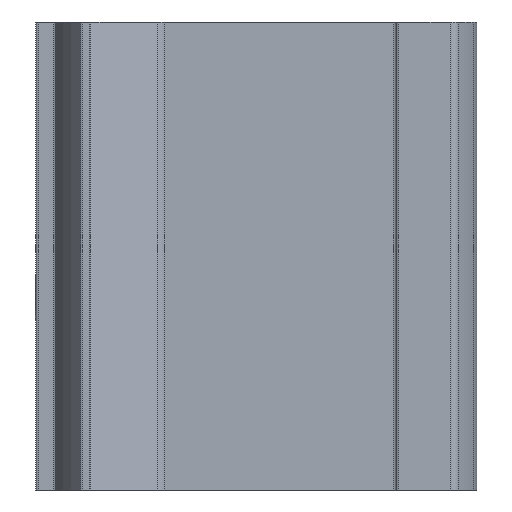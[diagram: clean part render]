
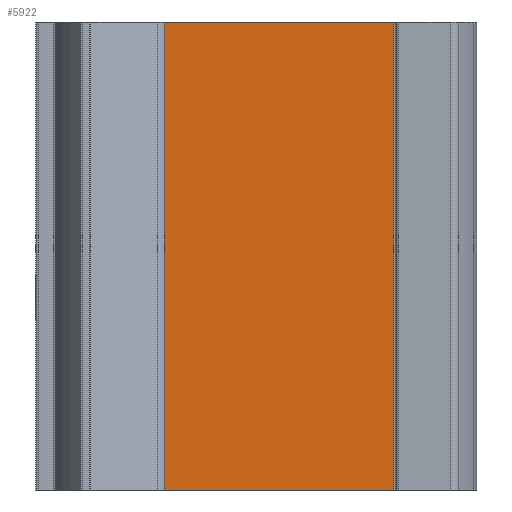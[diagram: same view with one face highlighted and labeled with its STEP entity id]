
A CAD part, left-side view. The second image highlights one B-rep face of the part: STEP entity #5922.
In plain terms, the highlighted planar face has unit normal (-1, 0, 0).
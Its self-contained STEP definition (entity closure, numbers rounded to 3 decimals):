
#340 = ORIENTED_EDGE ( 'NONE', *, *, #2377, .T. ) ;
#865 = CARTESIAN_POINT ( 'NONE',  ( -18.588, 34.5, 50. ) ) ;
#872 = VECTOR ( 'NONE', #5806, 1000. ) ;
#976 = VECTOR ( 'NONE', #4690, 1000. ) ;
#1350 = CARTESIAN_POINT ( 'NONE',  ( -18.588, 34.5, 50. ) ) ;
#1368 = CARTESIAN_POINT ( 'NONE',  ( -18.588, 83.549, 50. ) ) ;
#1463 = CARTESIAN_POINT ( 'NONE',  ( -18.588, 34.5, 50. ) ) ;
#1668 = CARTESIAN_POINT ( 'NONE',  ( -18.588, 34.5, -50. ) ) ;
#1725 = DIRECTION ( 'NONE',  ( 0., 0., -1. ) ) ;
#1937 = LINE ( 'NONE', #1668, #872 ) ;
#2188 = CARTESIAN_POINT ( 'NONE',  ( -18.588, 83.549, 50. ) ) ;
#2377 = EDGE_CURVE ( 'NONE', #7826, #4999, #1937, .T. ) ;
#2984 = DIRECTION ( 'NONE',  ( 1., 0., 0. ) ) ;
#2994 = CARTESIAN_POINT ( 'NONE',  ( -18.588, 34.5, 50. ) ) ;
#3014 = VERTEX_POINT ( 'NONE', #2188 ) ;
#3718 = LINE ( 'NONE', #1463, #976 ) ;
#4303 = AXIS2_PLACEMENT_3D ( 'NONE', #1350, #2984, #5527 ) ;
#4396 = FACE_OUTER_BOUND ( 'NONE', #9646, .T. ) ;
#4690 = DIRECTION ( 'NONE',  ( 0., -1., 0. ) ) ;
#4999 = VERTEX_POINT ( 'NONE', #6305 ) ;
#5495 = PLANE ( 'NONE',  #4303 ) ;
#5527 = DIRECTION ( 'NONE',  ( 0., 0., -1. ) ) ;
#5664 = ORIENTED_EDGE ( 'NONE', *, *, #8638, .F. ) ;
#5792 = VECTOR ( 'NONE', #7299, 1000. ) ;
#5806 = DIRECTION ( 'NONE',  ( 0., -1., 0. ) ) ;
#5922 = ADVANCED_FACE ( 'NONE', ( #4396 ), #5495, .F. ) ;
#6101 = VECTOR ( 'NONE', #1725, 1000. ) ;
#6305 = CARTESIAN_POINT ( 'NONE',  ( -18.588, 34.5, -50. ) ) ;
#6724 = EDGE_CURVE ( 'NONE', #8569, #4999, #9505, .T. ) ;
#7299 = DIRECTION ( 'NONE',  ( 0., 0., -1. ) ) ;
#7359 = CARTESIAN_POINT ( 'NONE',  ( -18.588, 83.549, -50. ) ) ;
#7826 = VERTEX_POINT ( 'NONE', #7359 ) ;
#7957 = ORIENTED_EDGE ( 'NONE', *, *, #6724, .F. ) ;
#8569 = VERTEX_POINT ( 'NONE', #2994 ) ;
#8638 = EDGE_CURVE ( 'NONE', #3014, #8569, #3718, .T. ) ;
#9101 = EDGE_CURVE ( 'NONE', #3014, #7826, #10381, .T. ) ;
#9505 = LINE ( 'NONE', #865, #6101 ) ;
#9646 = EDGE_LOOP ( 'NONE', ( #340, #7957, #5664, #10554 ) ) ;
#10381 = LINE ( 'NONE', #1368, #5792 ) ;
#10554 = ORIENTED_EDGE ( 'NONE', *, *, #9101, .T. ) ;
